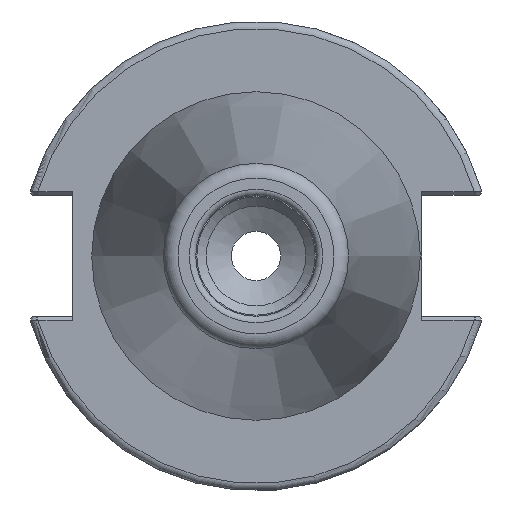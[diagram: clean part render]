
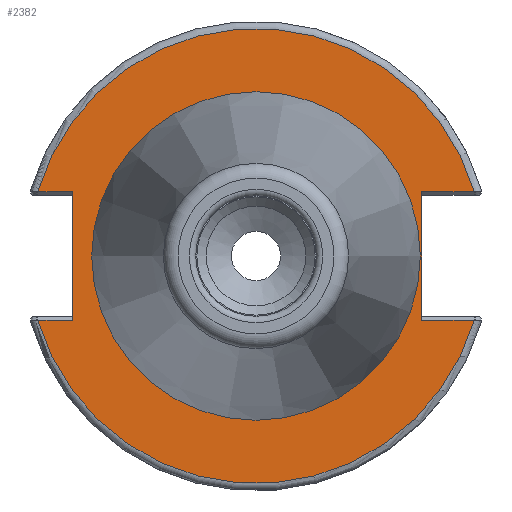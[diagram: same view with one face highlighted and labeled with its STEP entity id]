
A CAD part, left-side view. The second image highlights one B-rep face of the part: STEP entity #2382.
In plain terms, the highlighted planar face has unit normal (-1, 0, 0).
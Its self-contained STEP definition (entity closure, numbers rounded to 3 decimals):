
#72=FACE_BOUND('',#608,.T.);
#88=PLANE('',#2584);
#173=LINE('',#3735,#306);
#175=LINE('',#3803,#308);
#176=LINE('',#3805,#309);
#177=LINE('',#3809,#310);
#178=LINE('',#3811,#311);
#179=LINE('',#3812,#312);
#306=VECTOR('',#2947,10.);
#308=VECTOR('',#2965,10.);
#309=VECTOR('',#2966,10.);
#310=VECTOR('',#2969,10.);
#311=VECTOR('',#2970,10.);
#312=VECTOR('',#2971,10.);
#470=FACE_OUTER_BOUND('',#607,.T.);
#607=EDGE_LOOP('',(#1716,#1717,#1718,#1719,#1720,#1721,#1722,#1723));
#608=EDGE_LOOP('',(#1724,#1725));
#816=CIRCLE('',#2583,30.775);
#817=CIRCLE('',#2585,30.775);
#818=CIRCLE('',#2586,22.225);
#819=CIRCLE('',#2587,22.225);
#986=VERTEX_POINT('',#3728);
#989=VERTEX_POINT('',#3733);
#995=VERTEX_POINT('',#3781);
#997=VERTEX_POINT('',#3802);
#998=VERTEX_POINT('',#3804);
#999=VERTEX_POINT('',#3806);
#1000=VERTEX_POINT('',#3808);
#1001=VERTEX_POINT('',#3810);
#1002=VERTEX_POINT('',#3813);
#1003=VERTEX_POINT('',#3814);
#1264=EDGE_CURVE('',#989,#986,#173,.T.);
#1274=EDGE_CURVE('',#986,#995,#816,.T.);
#1277=EDGE_CURVE('',#989,#997,#175,.T.);
#1278=EDGE_CURVE('',#998,#997,#176,.T.);
#1279=EDGE_CURVE('',#999,#998,#817,.T.);
#1280=EDGE_CURVE('',#1000,#999,#177,.T.);
#1281=EDGE_CURVE('',#1000,#1001,#178,.T.);
#1282=EDGE_CURVE('',#995,#1001,#179,.T.);
#1283=EDGE_CURVE('',#1002,#1003,#818,.T.);
#1284=EDGE_CURVE('',#1003,#1002,#819,.T.);
#1716=ORIENTED_EDGE('',*,*,#1264,.F.);
#1717=ORIENTED_EDGE('',*,*,#1277,.T.);
#1718=ORIENTED_EDGE('',*,*,#1278,.F.);
#1719=ORIENTED_EDGE('',*,*,#1279,.F.);
#1720=ORIENTED_EDGE('',*,*,#1280,.F.);
#1721=ORIENTED_EDGE('',*,*,#1281,.T.);
#1722=ORIENTED_EDGE('',*,*,#1282,.F.);
#1723=ORIENTED_EDGE('',*,*,#1274,.F.);
#1724=ORIENTED_EDGE('',*,*,#1283,.T.);
#1725=ORIENTED_EDGE('',*,*,#1284,.T.);
#2382=ADVANCED_FACE('',(#470,#72),#88,.T.);
#2583=AXIS2_PLACEMENT_3D('',#3782,#2961,#2962);
#2584=AXIS2_PLACEMENT_3D('',#3801,#2963,#2964);
#2585=AXIS2_PLACEMENT_3D('',#3807,#2967,#2968);
#2586=AXIS2_PLACEMENT_3D('',#3815,#2972,#2973);
#2587=AXIS2_PLACEMENT_3D('',#3816,#2974,#2975);
#2947=DIRECTION('',(0.,-1.,0.));
#2961=DIRECTION('center_axis',(1.,0.,0.));
#2962=DIRECTION('ref_axis',(0.,0.,-1.));
#2963=DIRECTION('center_axis',(-1.,0.,0.));
#2964=DIRECTION('ref_axis',(0.,0.,1.));
#2965=DIRECTION('',(0.,0.,1.));
#2966=DIRECTION('',(0.,1.,0.));
#2967=DIRECTION('center_axis',(1.,0.,0.));
#2968=DIRECTION('ref_axis',(0.,0.,-1.));
#2969=DIRECTION('',(0.,1.,0.));
#2970=DIRECTION('',(0.,0.,-1.));
#2971=DIRECTION('',(0.,-1.,0.));
#2972=DIRECTION('center_axis',(1.,0.,0.));
#2973=DIRECTION('ref_axis',(0.,0.,-1.));
#2974=DIRECTION('center_axis',(1.,0.,0.));
#2975=DIRECTION('ref_axis',(0.,0.,-1.));
#3728=CARTESIAN_POINT('',(3.175,-29.523,-8.69));
#3733=CARTESIAN_POINT('',(3.175,-22.41,-8.69));
#3735=CARTESIAN_POINT('',(3.175,-4.878,-8.69));
#3781=CARTESIAN_POINT('',(3.175,29.523,-8.69));
#3782=CARTESIAN_POINT('Origin',(3.175,0.,
0.));
#3801=CARTESIAN_POINT('Origin',(3.175,30.775,0.));
#3802=CARTESIAN_POINT('',(3.175,-22.41,8.69));
#3803=CARTESIAN_POINT('',(3.175,-22.41,-4.095));
#3804=CARTESIAN_POINT('',(3.175,-29.523,8.69));
#3805=CARTESIAN_POINT('',(3.175,4.182,8.69));
#3806=CARTESIAN_POINT('',(3.175,29.523,8.69));
#3807=CARTESIAN_POINT('Origin',(3.175,0.,
0.));
#3808=CARTESIAN_POINT('',(3.175,24.8,8.69));
#3809=CARTESIAN_POINT('',(3.175,32.958,8.69));
#3810=CARTESIAN_POINT('',(3.175,24.8,-8.69));
#3811=CARTESIAN_POINT('',(3.175,24.8,4.095));
#3812=CARTESIAN_POINT('',(3.175,27.788,-8.69));
#3813=CARTESIAN_POINT('',(3.175,22.225,0.));
#3814=CARTESIAN_POINT('',(3.175,-22.225,0.));
#3815=CARTESIAN_POINT('Origin',(3.175,0.,
0.));
#3816=CARTESIAN_POINT('Origin',(3.175,0.,
0.));
